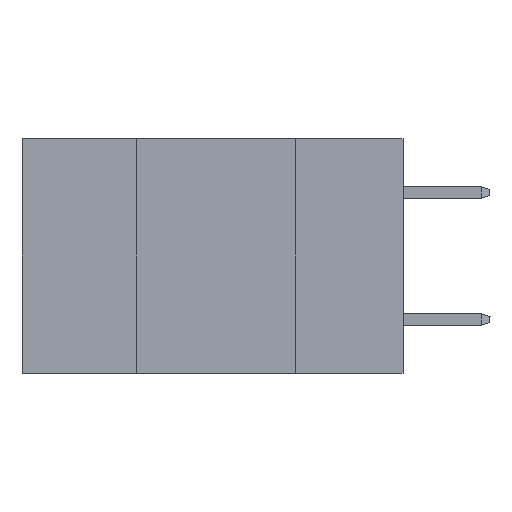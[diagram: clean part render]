
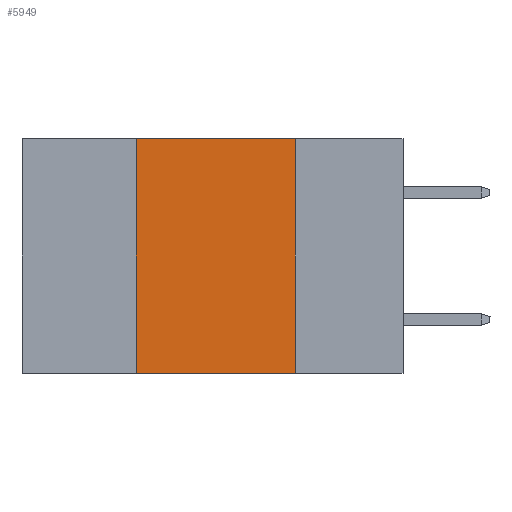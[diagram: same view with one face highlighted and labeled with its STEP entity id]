
A CAD part, left-side view. The second image highlights one B-rep face of the part: STEP entity #5949.
In plain terms, the highlighted planar face has unit normal (-1, 0, 0).
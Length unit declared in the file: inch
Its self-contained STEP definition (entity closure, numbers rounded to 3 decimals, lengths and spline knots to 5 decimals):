
#107 = LINE ( 'NONE', #1273, #9117 ) ;
#169 = DIRECTION ( 'NONE',  ( 0., 0., -1. ) ) ;
#263 = ORIENTED_EDGE ( 'NONE', *, *, #13357, .F. ) ;
#1022 = AXIS2_PLACEMENT_3D ( 'NONE', #3777, #8188, #5990 ) ;
#1273 = CARTESIAN_POINT ( 'NONE',  ( 0., 0.17, 0. ) ) ;
#1441 = VECTOR ( 'NONE', #7068, 39.37008 ) ;
#2245 = LINE ( 'NONE', #4425, #6501 ) ;
#2462 = EDGE_CURVE ( 'NONE', #13599, #12915, #4710, .T. ) ;
#3072 = LINE ( 'NONE', #14030, #13461 ) ;
#3777 = CARTESIAN_POINT ( 'NONE',  ( 0., 0.6, 0. ) ) ;
#4425 = CARTESIAN_POINT ( 'NONE',  ( 0., 0.6, -0.37 ) ) ;
#4512 = FACE_OUTER_BOUND ( 'NONE', #13588, .T. ) ;
#4710 = LINE ( 'NONE', #11359, #1441 ) ;
#4772 = ORIENTED_EDGE ( 'NONE', *, *, #2462, .F. ) ;
#5201 = CARTESIAN_POINT ( 'NONE',  ( 0., 0.42, -0.37 ) ) ;
#5519 = EDGE_CURVE ( 'NONE', #9314, #10735, #107, .T. ) ;
#5949 = ADVANCED_FACE ( 'NONE', ( #4512 ), #12250, .F. ) ;
#5990 = DIRECTION ( 'NONE',  ( 0., 0., -1. ) ) ;
#6501 = VECTOR ( 'NONE', #13124, 39.37008 ) ;
#6528 = ORIENTED_EDGE ( 'NONE', *, *, #10274, .T. ) ;
#7068 = DIRECTION ( 'NONE',  ( 0., 0., 1. ) ) ;
#8188 = DIRECTION ( 'NONE',  ( 1., 0., 0. ) ) ;
#8505 = DIRECTION ( 'NONE',  ( 0., -1., 0. ) ) ;
#8711 = ORIENTED_EDGE ( 'NONE', *, *, #5519, .F. ) ;
#9117 = VECTOR ( 'NONE', #169, 39.37008 ) ;
#9314 = VERTEX_POINT ( 'NONE', #10624 ) ;
#10274 = EDGE_CURVE ( 'NONE', #13599, #10735, #2245, .T. ) ;
#10624 = CARTESIAN_POINT ( 'NONE',  ( 0., 0.17, 0. ) ) ;
#10735 = VERTEX_POINT ( 'NONE', #13113 ) ;
#11359 = CARTESIAN_POINT ( 'NONE',  ( 0., 0.42, 0. ) ) ;
#12250 = PLANE ( 'NONE',  #1022 ) ;
#12915 = VERTEX_POINT ( 'NONE', #13885 ) ;
#13113 = CARTESIAN_POINT ( 'NONE',  ( 0., 0.17, -0.37 ) ) ;
#13124 = DIRECTION ( 'NONE',  ( 0., -1., 0. ) ) ;
#13357 = EDGE_CURVE ( 'NONE', #12915, #9314, #3072, .T. ) ;
#13461 = VECTOR ( 'NONE', #8505, 39.37008 ) ;
#13588 = EDGE_LOOP ( 'NONE', ( #8711, #263, #4772, #6528 ) ) ;
#13599 = VERTEX_POINT ( 'NONE', #5201 ) ;
#13885 = CARTESIAN_POINT ( 'NONE',  ( 0., 0.42, 0. ) ) ;
#14030 = CARTESIAN_POINT ( 'NONE',  ( 0., 0.6, 0. ) ) ;
